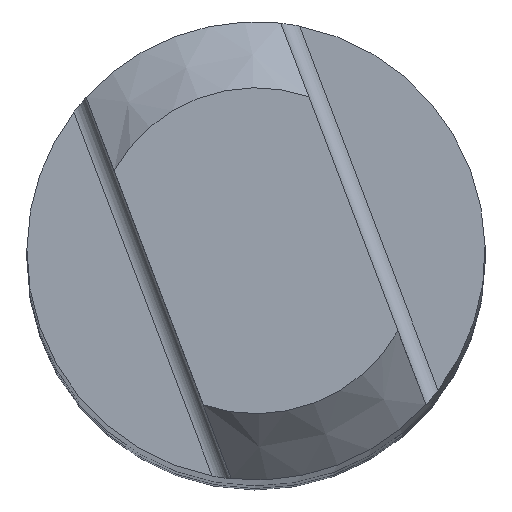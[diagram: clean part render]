
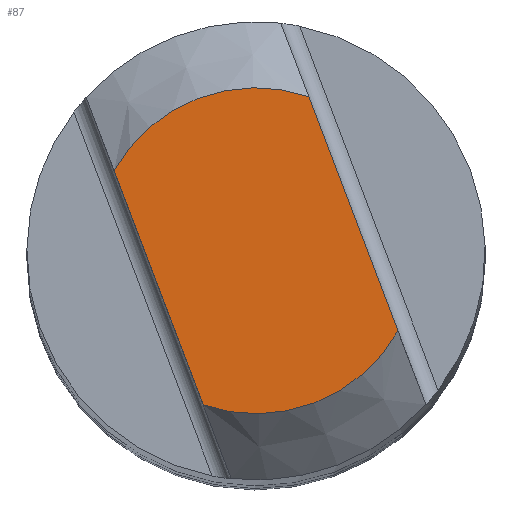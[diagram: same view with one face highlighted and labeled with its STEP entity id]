
A CAD part, top view. The second image highlights one B-rep face of the part: STEP entity #87.
In plain terms, the highlighted planar face has unit normal (0, 0, 1).
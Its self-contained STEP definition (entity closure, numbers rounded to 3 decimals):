
#35=LINE('',#522,#45);
#36=LINE('',#523,#46);
#45=VECTOR('',#367,1.);
#46=VECTOR('',#368,1.);
#87=ADVANCED_FACE('',(#108),#98,.F.);
#98=PLANE('',#313);
#108=FACE_OUTER_BOUND('',#124,.T.);
#124=EDGE_LOOP('',(#161,#162,#163,#164));
#161=ORIENTED_EDGE('',*,*,#237,.F.);
#162=ORIENTED_EDGE('',*,*,#233,.T.);
#163=ORIENTED_EDGE('',*,*,#238,.F.);
#164=ORIENTED_EDGE('',*,*,#235,.T.);
#210=VERTEX_POINT('',#502);
#211=VERTEX_POINT('',#507);
#212=VERTEX_POINT('',#514);
#213=VERTEX_POINT('',#516);
#233=EDGE_CURVE('',#210,#211,#252,.T.);
#235=EDGE_CURVE('',#213,#212,#253,.T.);
#237=EDGE_CURVE('',#210,#212,#35,.T.);
#238=EDGE_CURVE('',#213,#211,#36,.T.);
#252=CIRCLE('',#309,1.956);
#253=CIRCLE('',#311,1.956);
#309=AXIS2_PLACEMENT_3D('',#508,#359,#360);
#311=AXIS2_PLACEMENT_3D('',#515,#363,#364);
#313=AXIS2_PLACEMENT_3D('',#524,#369,#370);
#359=DIRECTION('',(0.,0.,1.));
#360=DIRECTION('',(-0.984,0.18,0.));
#363=DIRECTION('',(0.,0.,1.));
#364=DIRECTION('',(-0.984,0.18,0.));
#367=DIRECTION('',(0.355,-0.935,0.));
#368=DIRECTION('',(-0.355,0.935,0.));
#369=DIRECTION('',(0.,0.,-1.));
#370=DIRECTION('',(0.984,-0.18,0.));
#502=CARTESIAN_POINT('',(0.634,1.851,0.));
#507=CARTESIAN_POINT('',(-1.703,0.962,0.));
#508=CARTESIAN_POINT('',(0.,0.,0.));
#514=CARTESIAN_POINT('',(1.703,-0.962,0.));
#515=CARTESIAN_POINT('',(0.,0.,0.));
#516=CARTESIAN_POINT('',(-0.634,-1.851,0.));
#522=CARTESIAN_POINT('',(1.763,-1.12,0.));
#523=CARTESIAN_POINT('',(-0.574,-2.009,0.));
#524=CARTESIAN_POINT('',(-0.351,-1.924,0.));
